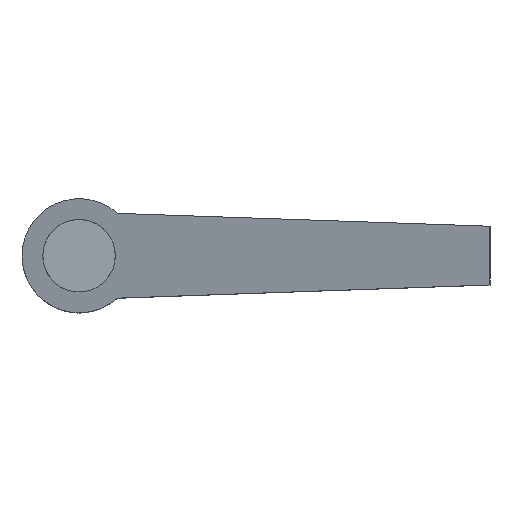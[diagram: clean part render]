
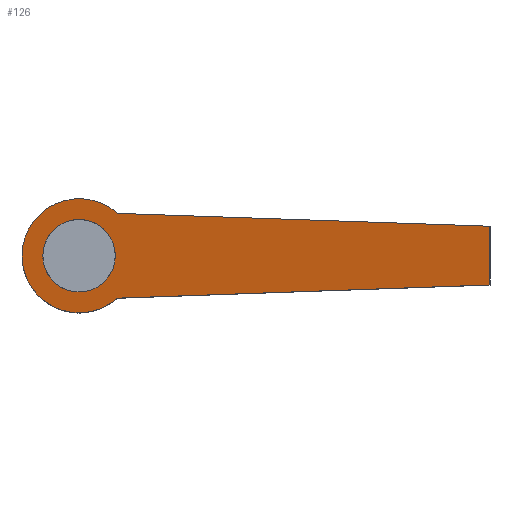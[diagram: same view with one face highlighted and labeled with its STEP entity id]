
A CAD part, top view. The second image highlights one B-rep face of the part: STEP entity #126.
In plain terms, the highlighted planar face has unit normal (-0.259, 0, 0.966).
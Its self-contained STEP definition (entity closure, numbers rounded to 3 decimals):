
#12 = ORIENTED_EDGE ( 'NONE', *, *, #624, .T. ) ;
#35 =( BOUNDED_CURVE ( )  B_SPLINE_CURVE ( 3, ( #540, #155, #250, #496 ),
 .UNSPECIFIED., .F., .F. ) 
 B_SPLINE_CURVE_WITH_KNOTS ( ( 4, 4 ),
 ( 0., 2.304 ),
 .UNSPECIFIED. ) 
 CURVE ( )  GEOMETRIC_REPRESENTATION_ITEM ( )  RATIONAL_B_SPLINE_CURVE ( ( 1., 0.604, 0.604, 1. ) ) 
 REPRESENTATION_ITEM ( '' )  );
#56 = CARTESIAN_POINT ( 'NONE',  ( 5.55, -11.1, 29.606 ) ) ;
#63 = ORIENTED_EDGE ( 'NONE', *, *, #260, .T. ) ;
#66 = FACE_OUTER_BOUND ( 'NONE', #445, .T. ) ;
#80 = LINE ( 'NONE', #298, #591 ) ;
#87 = VERTEX_POINT ( 'NONE', #330 ) ;
#105 = ORIENTED_EDGE ( 'NONE', *, *, #210, .T. ) ;
#120 = EDGE_CURVE ( 'NONE', #181, #528, #501, .T. ) ;
#126 = ADVANCED_FACE ( 'NONE', ( #608, #66 ), #573, .T. ) ;
#128 = VERTEX_POINT ( 'NONE', #437 ) ;
#131 = DIRECTION ( 'NONE',  ( 0.966, 0., 0.259 ) ) ;
#136 = CARTESIAN_POINT ( 'NONE',  ( -9.75, -9.75, 25.507 ) ) ;
#142 = CARTESIAN_POINT ( 'NONE',  ( -8.75, -8.818, 25.775 ) ) ;
#146 = CARTESIAN_POINT ( 'NONE',  ( 5.55, 11.1, 29.606 ) ) ;
#154 = ORIENTED_EDGE ( 'NONE', *, *, #365, .T. ) ;
#155 = CARTESIAN_POINT ( 'NONE',  ( -8.75, 8.818, 25.775 ) ) ;
#166 = LINE ( 'NONE', #651, #613 ) ;
#181 = VERTEX_POINT ( 'NONE', #450 ) ;
#191 = CARTESIAN_POINT ( 'NONE',  ( 5.858, -6.5, 29.689 ) ) ;
#199 = DIRECTION ( 'NONE',  ( 0.965, 0.034, 0.259 ) ) ;
#210 = EDGE_CURVE ( 'NONE', #367, #412, #387, .T. ) ;
#219 =( BOUNDED_CURVE ( )  B_SPLINE_CURVE ( 3, ( #603, #56, #404, #320 ),
 .UNSPECIFIED., .F., .F. ) 
 B_SPLINE_CURVE_WITH_KNOTS ( ( 4, 4 ),
 ( 3.142, 6.283 ),
 .UNSPECIFIED. ) 
 CURVE ( )  GEOMETRIC_REPRESENTATION_ITEM ( )  RATIONAL_B_SPLINE_CURVE ( ( 1., 0.333, 0.333, 1. ) ) 
 REPRESENTATION_ITEM ( '' )  );
#239 = LINE ( 'NONE', #611, #277 ) ;
#243 = CARTESIAN_POINT ( 'NONE',  ( -5.55, 0., 26.632 ) ) ;
#250 = CARTESIAN_POINT ( 'NONE',  ( -0.693, 12.404, 27.933 ) ) ;
#260 = EDGE_CURVE ( 'NONE', #181, #128, #166, .T. ) ;
#277 = VECTOR ( 'NONE', #630, 1000. ) ;
#298 = CARTESIAN_POINT ( 'NONE',  ( 63.001, 4.505, 45. ) ) ;
#320 = CARTESIAN_POINT ( 'NONE',  ( -5.55, 0., 26.632 ) ) ;
#330 = CARTESIAN_POINT ( 'NONE',  ( 5.858, 6.5, 29.689 ) ) ;
#355 = CARTESIAN_POINT ( 'NONE',  ( -5.55, 11.1, 26.632 ) ) ;
#365 = EDGE_CURVE ( 'NONE', #128, #610, #239, .T. ) ;
#367 = VERTEX_POINT ( 'NONE', #505 ) ;
#387 =( BOUNDED_CURVE ( )  B_SPLINE_CURVE ( 3, ( #243, #355, #146, #490 ),
 .UNSPECIFIED., .F., .T. ) 
 B_SPLINE_CURVE_WITH_KNOTS ( ( 4, 4 ),
 ( 0., 3.142 ),
 .UNSPECIFIED. ) 
 CURVE ( )  GEOMETRIC_REPRESENTATION_ITEM ( )  RATIONAL_B_SPLINE_CURVE ( ( 1., 0.333, 0.333, 1. ) ) 
 REPRESENTATION_ITEM ( '' )  );
#401 = DIRECTION ( 'NONE',  ( -0.965, 0.034, -0.259 ) ) ;
#404 = CARTESIAN_POINT ( 'NONE',  ( -5.55, -11.1, 26.632 ) ) ;
#412 = VERTEX_POINT ( 'NONE', #588 ) ;
#437 = CARTESIAN_POINT ( 'NONE',  ( 63.001, -4.505, 45. ) ) ;
#440 = EDGE_CURVE ( 'NONE', #528, #87, #35, .T. ) ;
#445 = EDGE_LOOP ( 'NONE', ( #63, #154, #12, #565, #614 ) ) ;
#450 = CARTESIAN_POINT ( 'NONE',  ( 5.858, -6.5, 29.689 ) ) ;
#479 = CARTESIAN_POINT ( 'NONE',  ( 63.001, 4.505, 45. ) ) ;
#484 = DIRECTION ( 'NONE',  ( -0.259, 0., 0.966 ) ) ;
#490 = CARTESIAN_POINT ( 'NONE',  ( 5.55, 0., 29.606 ) ) ;
#496 = CARTESIAN_POINT ( 'NONE',  ( 5.858, 6.5, 29.689 ) ) ;
#501 =( BOUNDED_CURVE ( )  B_SPLINE_CURVE ( 3, ( #191, #636, #142, #578 ),
 .UNSPECIFIED., .F., .T. ) 
 B_SPLINE_CURVE_WITH_KNOTS ( ( 4, 4 ),
 ( 3.979, 6.283 ),
 .UNSPECIFIED. ) 
 CURVE ( )  GEOMETRIC_REPRESENTATION_ITEM ( )  RATIONAL_B_SPLINE_CURVE ( ( 1., 0.604, 0.604, 1. ) ) 
 REPRESENTATION_ITEM ( '' )  );
#505 = CARTESIAN_POINT ( 'NONE',  ( -5.55, 0., 26.632 ) ) ;
#524 = EDGE_CURVE ( 'NONE', #412, #367, #219, .T. ) ;
#528 = VERTEX_POINT ( 'NONE', #622 ) ;
#540 = CARTESIAN_POINT ( 'NONE',  ( -8.75, 0., 25.775 ) ) ;
#562 = AXIS2_PLACEMENT_3D ( 'NONE', #136, #484, #131 ) ;
#565 = ORIENTED_EDGE ( 'NONE', *, *, #440, .F. ) ;
#573 = PLANE ( 'NONE',  #562 ) ;
#578 = CARTESIAN_POINT ( 'NONE',  ( -8.75, 0., 25.775 ) ) ;
#588 = CARTESIAN_POINT ( 'NONE',  ( 5.55, 0., 29.606 ) ) ;
#591 = VECTOR ( 'NONE', #401, 1000. ) ;
#598 = ORIENTED_EDGE ( 'NONE', *, *, #524, .T. ) ;
#603 = CARTESIAN_POINT ( 'NONE',  ( 5.55, 0., 29.606 ) ) ;
#608 = FACE_BOUND ( 'NONE', #652, .T. ) ;
#610 = VERTEX_POINT ( 'NONE', #479 ) ;
#611 = CARTESIAN_POINT ( 'NONE',  ( 63.001, -9.75, 45. ) ) ;
#613 = VECTOR ( 'NONE', #199, 1000. ) ;
#614 = ORIENTED_EDGE ( 'NONE', *, *, #120, .F. ) ;
#622 = CARTESIAN_POINT ( 'NONE',  ( -8.75, 0., 25.775 ) ) ;
#624 = EDGE_CURVE ( 'NONE', #610, #87, #80, .T. ) ;
#630 = DIRECTION ( 'NONE',  ( 0., 1., 0. ) ) ;
#636 = CARTESIAN_POINT ( 'NONE',  ( -0.693, -12.404, 27.933 ) ) ;
#651 = CARTESIAN_POINT ( 'NONE',  ( 5.858, -6.5, 29.689 ) ) ;
#652 = EDGE_LOOP ( 'NONE', ( #105, #598 ) ) ;
